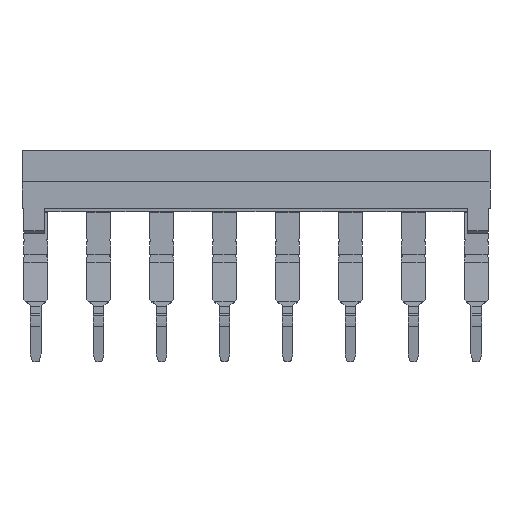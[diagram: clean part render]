
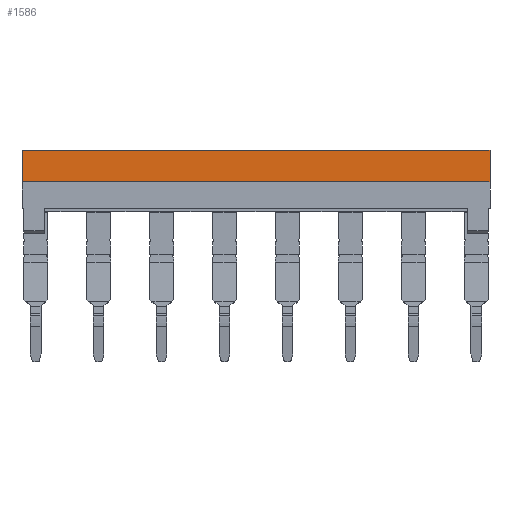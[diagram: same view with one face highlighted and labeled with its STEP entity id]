
A CAD part, front view. The second image highlights one B-rep face of the part: STEP entity #1586.
In plain terms, the highlighted planar face has unit normal (0, -1, 0).
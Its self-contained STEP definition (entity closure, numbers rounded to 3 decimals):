
#1566=AXIS2_PLACEMENT_3D('Plane Axis2P3D',#1563,#1564,#1565) ;
#1234=CARTESIAN_POINT('Vertex',(0.,0.,21.022)) ;
#1237=CARTESIAN_POINT('Line Origine',(0.,0.,22.872)) ;
#1241=CARTESIAN_POINT('Vertex',(0.,0.,24.722)) ;
#1548=CARTESIAN_POINT('Vertex',(54.65,0.,24.722)) ;
#1551=CARTESIAN_POINT('Line Origine',(27.325,0.,24.722)) ;
#1563=CARTESIAN_POINT('Axis2P3D Location',(82.45,0.,21.222)) ;
#1568=CARTESIAN_POINT('Line Origine',(54.65,0.,22.872)) ;
#1572=CARTESIAN_POINT('Vertex',(54.65,0.,21.022)) ;
#1575=CARTESIAN_POINT('Line Origine',(27.325,0.,21.022)) ;
#1238=DIRECTION('Vector Direction',(0.,0.,1.)) ;
#1552=DIRECTION('Vector Direction',(-1.,0.,0.)) ;
#1564=DIRECTION('Axis2P3D Direction',(0.,1.,0.)) ;
#1565=DIRECTION('Axis2P3D XDirection',(0.,0.,1.)) ;
#1569=DIRECTION('Vector Direction',(0.,0.,-1.)) ;
#1576=DIRECTION('Vector Direction',(-1.,0.,0.)) ;
#1239=VECTOR('Line Direction',#1238,1.) ;
#1553=VECTOR('Line Direction',#1552,1.) ;
#1570=VECTOR('Line Direction',#1569,1.) ;
#1577=VECTOR('Line Direction',#1576,1.) ;
#1581=ORIENTED_EDGE('',*,*,#1574,.F.) ;
#1582=ORIENTED_EDGE('',*,*,#1555,.T.) ;
#1583=ORIENTED_EDGE('',*,*,#1243,.F.) ;
#1584=ORIENTED_EDGE('',*,*,#1579,.F.) ;
#1586=ADVANCED_FACE('68405_HDC_MXCC_4X_02.1\\HDC_MXCC_4X_12_KOTR.1\\K\X2\00F6\X0\rper.20',(#1585),#1567,.F.) ;
#1243=EDGE_CURVE('',#1235,#1242,#1240,.T.) ;
#1555=EDGE_CURVE('',#1549,#1242,#1554,.T.) ;
#1574=EDGE_CURVE('',#1549,#1573,#1571,.T.) ;
#1579=EDGE_CURVE('',#1573,#1235,#1578,.T.) ;
#1580=EDGE_LOOP('',(#1581,#1582,#1583,#1584)) ;
#1585=FACE_OUTER_BOUND('',#1580,.T.) ;
#1240=LINE('Line',#1237,#1239) ;
#1554=LINE('Line',#1551,#1553) ;
#1571=LINE('Line',#1568,#1570) ;
#1578=LINE('Line',#1575,#1577) ;
#1567=PLANE('',#1566) ;
#1235=VERTEX_POINT('',#1234) ;
#1242=VERTEX_POINT('',#1241) ;
#1549=VERTEX_POINT('',#1548) ;
#1573=VERTEX_POINT('',#1572) ;
